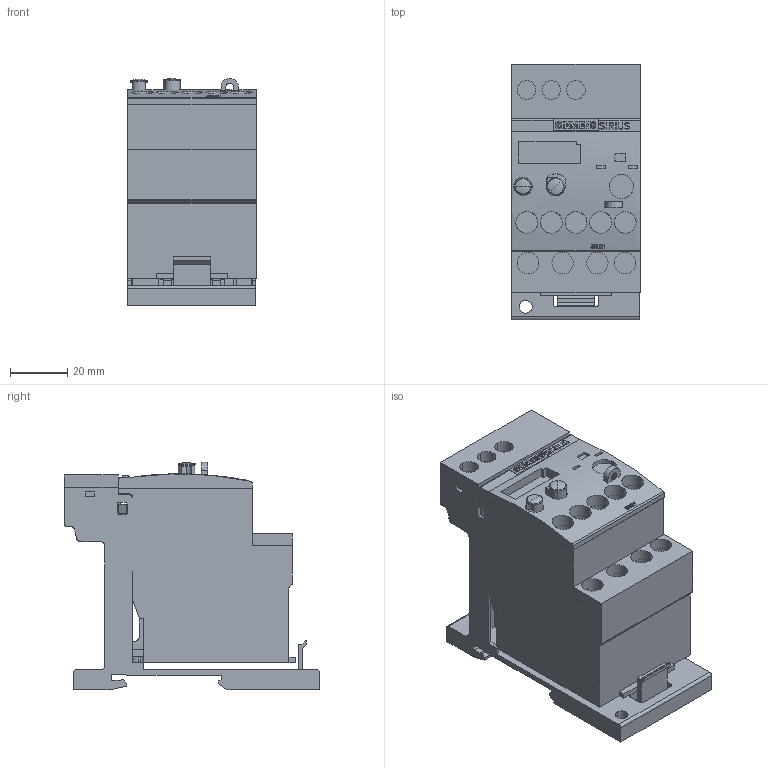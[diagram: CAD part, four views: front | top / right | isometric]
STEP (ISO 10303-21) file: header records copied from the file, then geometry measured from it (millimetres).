
FILE_DESCRIPTION(('STEP AP214'),'1');
FILE_NAME('cctmp_2C207B64-F8A6-499E-B2E9-26DEBD77A2CF_2023_07_21_11_01_50_0827..stp','2023-07-21T09:01:51',('SIEMENS A&D'),('CADClick - www.CADClick.com'),'Spatial InterOp 3D postprocessed',' ','unknown authorization');
FILE_SCHEMA(('AUTOMOTIVE_DESIGN'));
Length unit declared in the file: millimetre
Products named in the file (9): cc_unnamed; 2023_07_21_11_01_50_0765; 2023_07_21_11_01_50_0734; 2023_07_21_11_01_50_0702; 2023_07_21_11_01_50_0671; 2023_07_21_11_01_50_0640; 2023_07_21_11_01_50_0609; 2023_07_21_11_01_50_0577; 2023_07_21_11_01_50_0546
Assembly tree (8 placements, depth 2):
  cc_unnamed
    2023_07_21_11_01_50_0765
    2023_07_21_11_01_50_0734
    2023_07_21_11_01_50_0702
    2023_07_21_11_01_50_0671
    2023_07_21_11_01_50_0640
    2023_07_21_11_01_50_0609
    2023_07_21_11_01_50_0577
    2023_07_21_11_01_50_0546
Bounding box: 45 x 89.15 x 79.49 mm (x, y, z)
Volume: 177896 mm3; surface area: 56206.4 mm2
Topology: 8 solids, 14 shells, 973 faces, 2768 edges, 1835 vertices
Faces by surface type: plane 777, cylinder 188, torus 6, sphere 2
Entity records: 53598 total; most frequent: CARTESIAN_POINT 6141, STYLED_ITEM 5580, PRESENTATION_STYLE_ASSIGNMENT 5580, ORIENTED_EDGE 5528, DIRECTION 5195, EDGE_CURVE 2764, CURVE_STYLE 2764, DRAUGHTING_PRE_DEFINED_CURVE_FONT 2764
